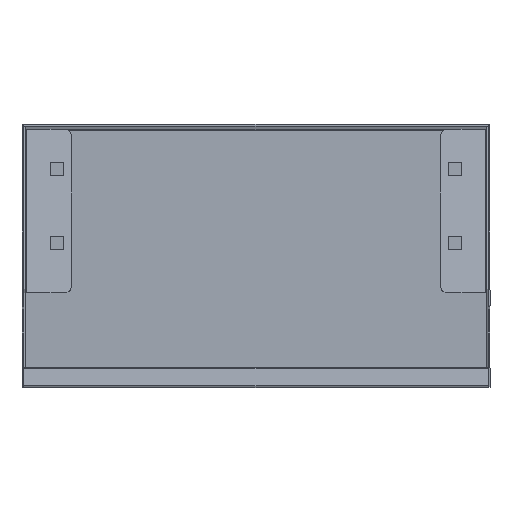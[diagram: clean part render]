
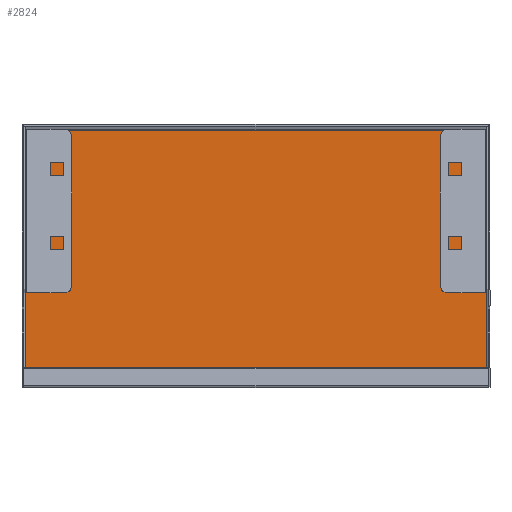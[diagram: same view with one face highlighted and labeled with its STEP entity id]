
A CAD part, front view. The second image highlights one B-rep face of the part: STEP entity #2824.
In plain terms, the highlighted planar face has unit normal (0, -1, 0).
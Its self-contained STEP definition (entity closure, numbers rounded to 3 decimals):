
#201 = DIRECTION ( 'NONE',  ( 0., 1., 0. ) ) ;
#290 = VECTOR ( 'NONE', #2742, 1000. ) ;
#313 = DIRECTION ( 'NONE',  ( 0., 0., 1. ) ) ;
#345 = PLANE ( 'NONE',  #5938 ) ;
#354 = LINE ( 'NONE', #3533, #290 ) ;
#477 = FACE_OUTER_BOUND ( 'NONE', #2390, .T. ) ;
#507 = CARTESIAN_POINT ( 'NONE',  ( 0., -1.2, 0. ) ) ;
#547 = CARTESIAN_POINT ( 'NONE',  ( 153.8, -1.2, 78.629 ) ) ;
#556 = CARTESIAN_POINT ( 'NONE',  ( -153.8, -1.2, -81.238 ) ) ;
#633 = LINE ( 'NONE', #5991, #697 ) ;
#656 = VECTOR ( 'NONE', #4151, 1000. ) ;
#686 = LINE ( 'NONE', #4269, #656 ) ;
#697 = VECTOR ( 'NONE', #6163, 1000. ) ;
#1313 = VECTOR ( 'NONE', #2239, 1000. ) ;
#1321 = LINE ( 'NONE', #556, #1313 ) ;
#2239 = DIRECTION ( 'NONE',  ( 0., 0., 1. ) ) ;
#2390 = EDGE_LOOP ( 'NONE', ( #4520, #4514, #4491, #4488 ) ) ;
#2535 = CARTESIAN_POINT ( 'NONE',  ( -153.8, -1.2, -78.79 ) ) ;
#2742 = DIRECTION ( 'NONE',  ( 0., 0., -1. ) ) ;
#2824 = ADVANCED_FACE ( 'NONE', ( #477 ), #345, .F. ) ;
#3533 = CARTESIAN_POINT ( 'NONE',  ( 153.8, -1.2, 80.837 ) ) ;
#3689 = VERTEX_POINT ( 'NONE', #3894 ) ;
#3894 = CARTESIAN_POINT ( 'NONE',  ( 153.8, -1.2, -78.79 ) ) ;
#3963 = VERTEX_POINT ( 'NONE', #2535 ) ;
#4151 = DIRECTION ( 'NONE',  ( 1., 0., 0. ) ) ;
#4269 = CARTESIAN_POINT ( 'NONE',  ( -153.8, -1.2, 78.629 ) ) ;
#4488 = ORIENTED_EDGE ( 'NONE', *, *, #6518, .F. ) ;
#4491 = ORIENTED_EDGE ( 'NONE', *, *, #6755, .F. ) ;
#4514 = ORIENTED_EDGE ( 'NONE', *, *, #6861, .F. ) ;
#4520 = ORIENTED_EDGE ( 'NONE', *, *, #6772, .F. ) ;
#4893 = CARTESIAN_POINT ( 'NONE',  ( -153.8, -1.2, 78.629 ) ) ;
#5221 = VERTEX_POINT ( 'NONE', #547 ) ;
#5453 = VERTEX_POINT ( 'NONE', #4893 ) ;
#5938 = AXIS2_PLACEMENT_3D ( 'NONE', #507, #201, #313 ) ;
#5991 = CARTESIAN_POINT ( 'NONE',  ( 153.8, -1.2, -78.79 ) ) ;
#6163 = DIRECTION ( 'NONE',  ( -1., 0., 0. ) ) ;
#6518 = EDGE_CURVE ( 'NONE', #3963, #5453, #1321, .T. ) ;
#6755 = EDGE_CURVE ( 'NONE', #5453, #5221, #686, .T. ) ;
#6772 = EDGE_CURVE ( 'NONE', #3689, #3963, #633, .T. ) ;
#6861 = EDGE_CURVE ( 'NONE', #5221, #3689, #354, .T. ) ;
